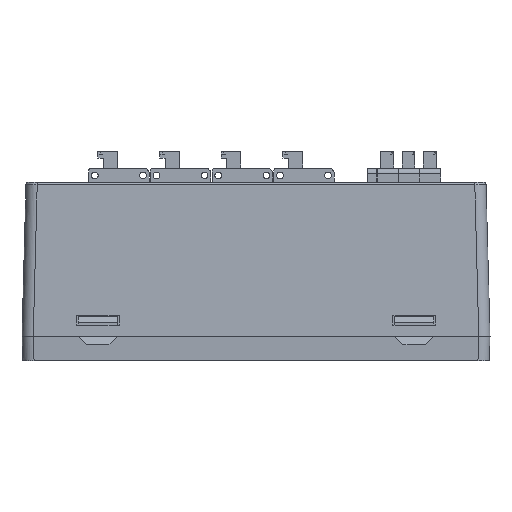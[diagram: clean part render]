
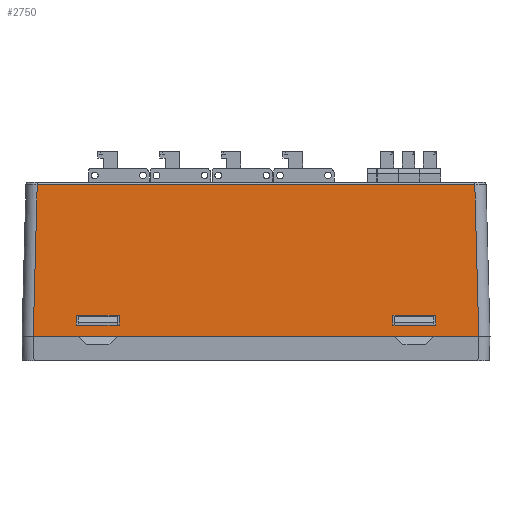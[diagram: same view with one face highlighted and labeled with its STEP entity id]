
A CAD part, front view. The second image highlights one B-rep face of the part: STEP entity #2750.
In plain terms, the highlighted planar face has unit normal (0, -1, 0.026).
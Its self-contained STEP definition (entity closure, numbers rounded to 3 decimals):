
#2750=ADVANCED_FACE('',(#6919,#6920,#6921),#4685,.T.);
#4685=PLANE('',#37220);
#6919=FACE_BOUND('',#7992,.T.);
#6920=FACE_BOUND('',#7993,.T.);
#6921=FACE_BOUND('',#7994,.T.);
#7992=EDGE_LOOP('',(#11274,#11275,#11276,#11277));
#7993=EDGE_LOOP('',(#11278,#11279,#11280,#11281));
#7994=EDGE_LOOP('',(#11282,#11283,#11284,#11285));
#11274=ORIENTED_EDGE('',*,*,#24643,.T.);
#11275=ORIENTED_EDGE('',*,*,#24258,.T.);
#11276=ORIENTED_EDGE('',*,*,#24645,.T.);
#11277=ORIENTED_EDGE('',*,*,#24220,.F.);
#11278=ORIENTED_EDGE('',*,*,#24667,.T.);
#11279=ORIENTED_EDGE('',*,*,#24670,.T.);
#11280=ORIENTED_EDGE('',*,*,#24225,.F.);
#11281=ORIENTED_EDGE('',*,*,#24671,.T.);
#11282=ORIENTED_EDGE('',*,*,#24657,.T.);
#11283=ORIENTED_EDGE('',*,*,#24262,.T.);
#11284=ORIENTED_EDGE('',*,*,#24648,.T.);
#11285=ORIENTED_EDGE('',*,*,#24655,.F.);
#20704=VERTEX_POINT('',#49531);
#20705=VERTEX_POINT('',#49533);
#20709=VERTEX_POINT('',#49542);
#20710=VERTEX_POINT('',#49544);
#20740=VERTEX_POINT('',#49605);
#20742=VERTEX_POINT('',#49609);
#20744=VERTEX_POINT('',#49614);
#20746=VERTEX_POINT('',#49618);
#21104=VERTEX_POINT('',#50486);
#21110=VERTEX_POINT('',#50500);
#21111=VERTEX_POINT('',#50523);
#21112=VERTEX_POINT('',#50525);
#24220=EDGE_CURVE('',#20704,#20705,#29271,.T.);
#24225=EDGE_CURVE('',#20709,#20710,#29275,.T.);
#24258=EDGE_CURVE('',#20740,#20742,#29301,.T.);
#24262=EDGE_CURVE('',#20744,#20746,#29305,.T.);
#24643=EDGE_CURVE('',#20704,#20740,#29654,.T.);
#24645=EDGE_CURVE('',#20742,#20705,#29656,.T.);
#24648=EDGE_CURVE('',#20746,#21104,#29659,.T.);
#24655=EDGE_CURVE('',#21110,#21104,#29666,.T.);
#24657=EDGE_CURVE('',#21110,#20744,#29668,.T.);
#24667=EDGE_CURVE('',#21112,#21111,#29677,.T.);
#24670=EDGE_CURVE('',#21111,#20710,#29678,.T.);
#24671=EDGE_CURVE('',#20709,#21112,#29679,.T.);
#29271=LINE('',#49532,#33202);
#29275=LINE('',#49543,#33206);
#29301=LINE('',#49610,#33232);
#29305=LINE('',#49619,#33236);
#29654=LINE('',#50478,#33585);
#29656=LINE('',#50481,#33587);
#29659=LINE('',#50487,#33590);
#29666=LINE('',#50501,#33597);
#29668=LINE('',#50504,#33599);
#29677=LINE('',#50524,#33608);
#29678=LINE('',#50546,#33609);
#29679=LINE('',#50548,#33610);
#33202=VECTOR('',#40036,1.);
#33206=VECTOR('',#40044,1.);
#33232=VECTOR('',#40086,1.);
#33236=VECTOR('',#40092,1.);
#33585=VECTOR('',#40521,1.);
#33587=VECTOR('',#40525,1.);
#33590=VECTOR('',#40530,1.);
#33597=VECTOR('',#40539,1.);
#33599=VECTOR('',#40543,1.);
#33608=VECTOR('',#40572,1.);
#33609=VECTOR('',#40577,1.);
#33610=VECTOR('',#40580,1.);
#37220=AXIS2_PLACEMENT_3D('',#50549,#40581,#40582);
#40036=DIRECTION('',(1.,0.,0.));
#40044=DIRECTION('',(-1.,0.,0.));
#40086=DIRECTION('',(1.,0.,0.));
#40092=DIRECTION('',(1.,0.,0.));
#40521=DIRECTION('',(0.,0.026,1.));
#40525=DIRECTION('',(0.,-0.026,-1.));
#40530=DIRECTION('',(0.,-0.026,-1.));
#40539=DIRECTION('',(1.,0.,0.));
#40543=DIRECTION('',(0.,0.026,1.));
#40572=DIRECTION('',(-1.,0.,0.));
#40577=DIRECTION('',(-0.026,-0.026,-0.999));
#40580=DIRECTION('',(-0.026,0.026,0.999));
#40581=DIRECTION('',(0.,-1.,0.026));
#40582=DIRECTION('',(0.,-0.026,-1.));
#49531=CARTESIAN_POINT('',(-928.528,3.891,-62.994));
#49532=CARTESIAN_POINT('',(-924.728,3.891,-62.994));
#49533=CARTESIAN_POINT('',(-920.894,3.891,-62.994));
#49542=CARTESIAN_POINT('',(-856.799,3.838,-65.02));
#49543=CARTESIAN_POINT('',(-857.543,3.838,-65.02));
#49544=CARTESIAN_POINT('',(-936.222,3.838,-65.02));
#49605=CARTESIAN_POINT('',(-928.528,3.937,-61.22));
#49609=CARTESIAN_POINT('',(-920.894,3.937,-61.22));
#49610=CARTESIAN_POINT('',(-900.489,3.937,-61.22));
#49614=CARTESIAN_POINT('',(-872.095,3.937,-61.22));
#49618=CARTESIAN_POINT('',(-864.495,3.937,-61.22));
#49619=CARTESIAN_POINT('',(-900.489,3.937,-61.22));
#50478=CARTESIAN_POINT('',(-928.528,3.832,-65.22));
#50481=CARTESIAN_POINT('',(-920.894,3.941,-61.086));
#50486=CARTESIAN_POINT('',(-864.495,3.891,-62.994));
#50487=CARTESIAN_POINT('',(-864.495,3.832,-65.22));
#50500=CARTESIAN_POINT('',(-872.095,3.891,-62.994));
#50501=CARTESIAN_POINT('',(-868.295,3.891,-62.994));
#50504=CARTESIAN_POINT('',(-872.095,3.832,-65.22));
#50523=CARTESIAN_POINT('',(-935.515,4.545,-38.007));
#50524=CARTESIAN_POINT('',(-900.489,4.545,-38.007));
#50525=CARTESIAN_POINT('',(-857.507,4.545,-38.007));
#50546=CARTESIAN_POINT('',(-936.173,3.887,-63.136));
#50548=CARTESIAN_POINT('',(-856.824,3.862,-64.077));
#50549=CARTESIAN_POINT('',(-900.489,3.832,-65.22));
